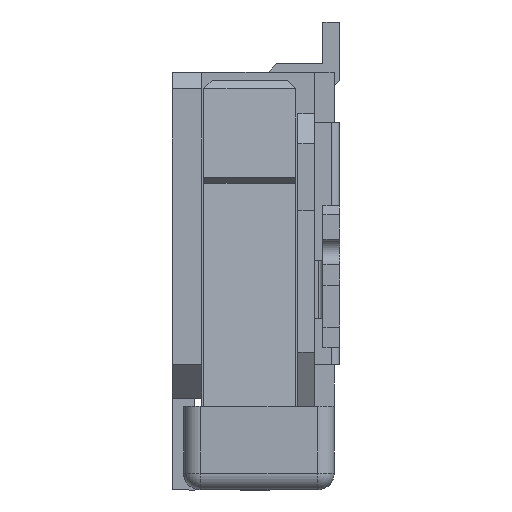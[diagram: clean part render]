
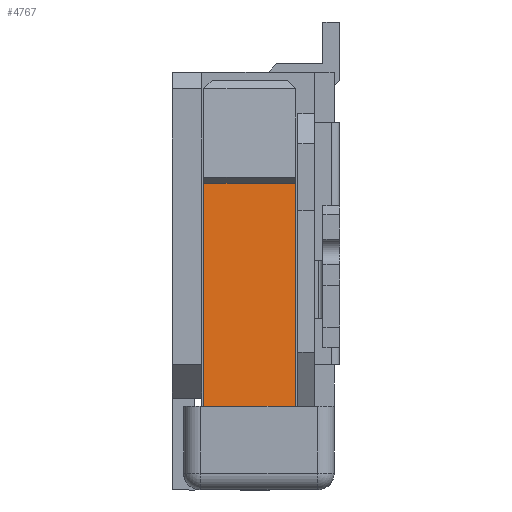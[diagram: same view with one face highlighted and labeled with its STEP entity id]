
A CAD part, left-side view. The second image highlights one B-rep face of the part: STEP entity #4767.
In plain terms, the highlighted face is planar.
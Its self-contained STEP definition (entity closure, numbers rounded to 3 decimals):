
#84 = ORIENTED_EDGE ( 'NONE', *, *, #2408, .F. ) ;
#143 = EDGE_CURVE ( 'NONE', #212, #4928, #4168, .T. ) ;
#162 = DIRECTION ( 'NONE',  ( 0., 1., 0. ) ) ;
#212 = VERTEX_POINT ( 'NONE', #1155 ) ;
#393 = CARTESIAN_POINT ( 'NONE',  ( 13.523, 1.625, 1.8 ) ) ;
#619 = DIRECTION ( 'NONE',  ( 0.079, 0., 0.997 ) ) ;
#669 = CARTESIAN_POINT ( 'NONE',  ( 13.312, 0.525, -0.869 ) ) ;
#808 = CARTESIAN_POINT ( 'NONE',  ( 13.523, 1.625, 1.8 ) ) ;
#927 = VERTEX_POINT ( 'NONE', #393 ) ;
#934 = CARTESIAN_POINT ( 'NONE',  ( 13.523, 0.525, 1.8 ) ) ;
#1089 = VECTOR ( 'NONE', #3179, 1000. ) ;
#1155 = CARTESIAN_POINT ( 'NONE',  ( 13.312, 0.525, -0.869 ) ) ;
#1179 = VECTOR ( 'NONE', #3366, 1000. ) ;
#1339 = DIRECTION ( 'NONE',  ( 0.079, 0., 0.997 ) ) ;
#1582 = EDGE_CURVE ( 'NONE', #3233, #927, #4875, .T. ) ;
#2202 = EDGE_LOOP ( 'NONE', ( #2674, #84, #2576, #4797 ) ) ;
#2408 = EDGE_CURVE ( 'NONE', #4928, #927, #2518, .T. ) ;
#2518 = LINE ( 'NONE', #5273, #1089 ) ;
#2576 = ORIENTED_EDGE ( 'NONE', *, *, #143, .F. ) ;
#2674 = ORIENTED_EDGE ( 'NONE', *, *, #1582, .T. ) ;
#2727 = CARTESIAN_POINT ( 'NONE',  ( 13.523, 0.525, 1.8 ) ) ;
#2932 = VECTOR ( 'NONE', #619, 1000. ) ;
#2936 = AXIS2_PLACEMENT_3D ( 'NONE', #934, #5292, #1339 ) ;
#3179 = DIRECTION ( 'NONE',  ( 0., 1., 0. ) ) ;
#3233 = VERTEX_POINT ( 'NONE', #4685 ) ;
#3234 = CARTESIAN_POINT ( 'NONE',  ( 13.523, 0.525, 1.8 ) ) ;
#3366 = DIRECTION ( 'NONE',  ( 0.079, 0., 0.997 ) ) ;
#4003 = FACE_OUTER_BOUND ( 'NONE', #2202, .T. ) ;
#4168 = LINE ( 'NONE', #3234, #2932 ) ;
#4211 = LINE ( 'NONE', #669, #5506 ) ;
#4368 = EDGE_CURVE ( 'NONE', #212, #3233, #4211, .T. ) ;
#4685 = CARTESIAN_POINT ( 'NONE',  ( 13.312, 1.625, -0.869 ) ) ;
#4767 = ADVANCED_FACE ( 'NONE', ( #4003 ), #5305, .F. ) ;
#4797 = ORIENTED_EDGE ( 'NONE', *, *, #4368, .T. ) ;
#4875 = LINE ( 'NONE', #808, #1179 ) ;
#4928 = VERTEX_POINT ( 'NONE', #2727 ) ;
#5273 = CARTESIAN_POINT ( 'NONE',  ( 13.523, 0.525, 1.8 ) ) ;
#5292 = DIRECTION ( 'NONE',  ( -0.997, 0., 0.079 ) ) ;
#5305 = PLANE ( 'NONE',  #2936 ) ;
#5506 = VECTOR ( 'NONE', #162, 1000. ) ;
